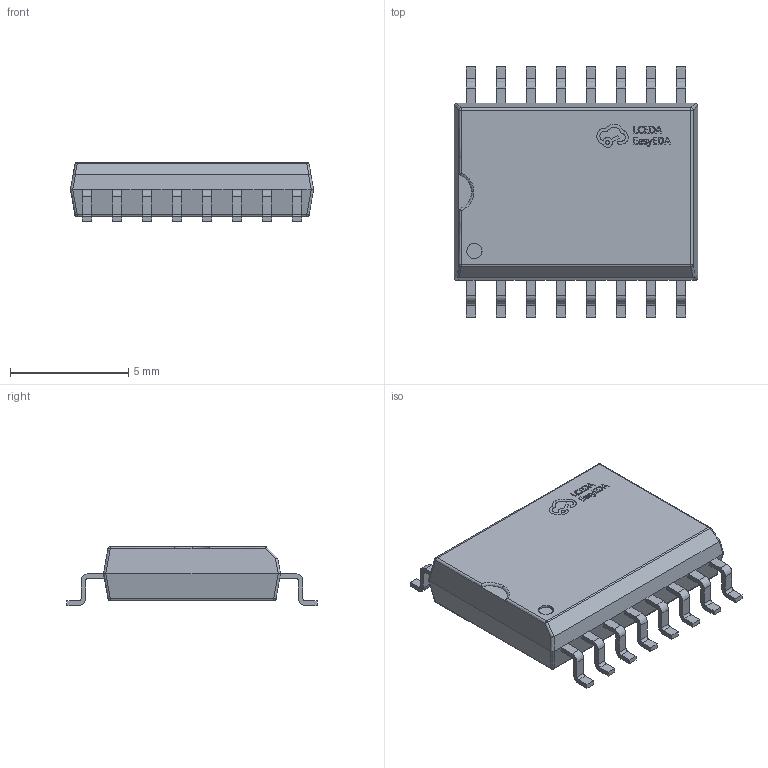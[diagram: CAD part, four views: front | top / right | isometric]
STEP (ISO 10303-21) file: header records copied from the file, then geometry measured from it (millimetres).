
FILE_DESCRIPTION(('Open CASCADE Model'),'2;1');
FILE_NAME('Open CASCADE Shape Model','2025-05-20T19:28:18',('Author'),( 'Open CASCADE'),'Open CASCADE STEP processor 7.8','Open CASCADE 7.8' ,'Unknown');
FILE_SCHEMA(('AUTOMOTIVE_DESIGN { 1 0 10303 214 1 1 1 1 }'));
Length unit declared in the file: millimetre
Products named in the file (1): COMPOUND
Bounding box: 10.3 x 10.6 x 2.5 mm (x, y, z)
Volume: 171.6 mm3; surface area: 266.8 mm2
Topology: 2 solids, 2 shells, 477 faces, 1297 edges, 844 vertices
Faces by surface type: bspline 477
Entity records: 17703 total; most frequent: CARTESIAN_POINT 6610, ORIENTED_EDGE 2594, EDGE_CURVE 1297, B_SPLINE_CURVE_WITH_KNOTS 1128, VERTEX_POINT 844, FACE_BOUND 497, EDGE_LOOP 497, PRESENTATION_STYLE_ASSIGNMENT 479
